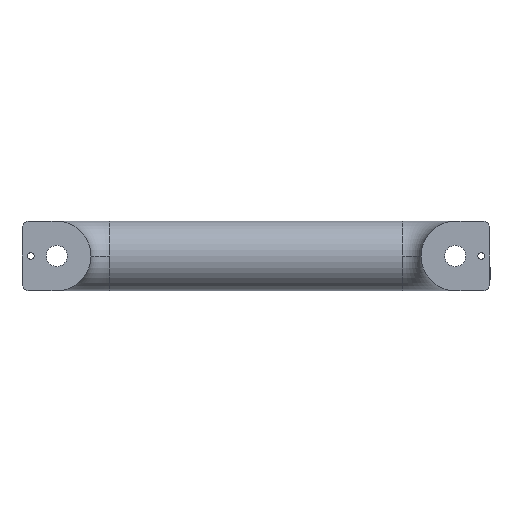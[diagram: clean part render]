
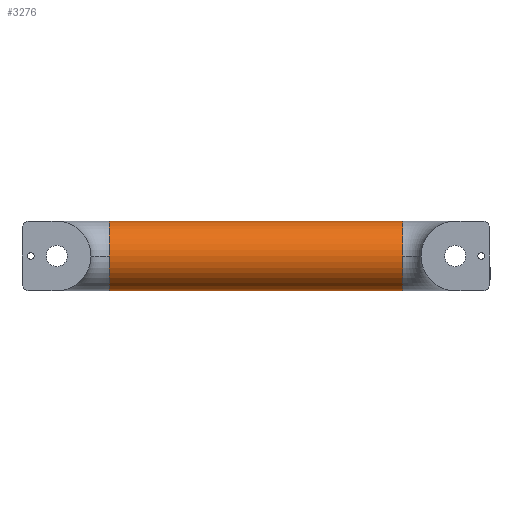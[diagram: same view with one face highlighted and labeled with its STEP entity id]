
A CAD part, front view. The second image highlights one B-rep face of the part: STEP entity #3276.
In plain terms, the highlighted cylindrical face has radius 14 mm (diameter 28 mm), a partial arc.
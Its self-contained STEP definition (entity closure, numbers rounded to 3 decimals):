
#117 = CIRCLE ( 'NONE', #1415, 14. ) ;
#125 = CARTESIAN_POINT ( 'NONE',  ( 35., 46.3, 0. ) ) ;
#416 = ORIENTED_EDGE ( 'NONE', *, *, #1437, .T. ) ;
#528 = ORIENTED_EDGE ( 'NONE', *, *, #1661, .T. ) ;
#904 = DIRECTION ( 'NONE',  ( 1., 0., 0. ) ) ;
#919 = CARTESIAN_POINT ( 'NONE',  ( 153., 46.3, 0. ) ) ;
#1074 = EDGE_CURVE ( 'NONE', #4175, #3915, #1389, .T. ) ;
#1087 = DIRECTION ( 'NONE',  ( 0., 0., -1. ) ) ;
#1119 = EDGE_CURVE ( 'NONE', #3929, #2204, #117, .T. ) ;
#1160 = VECTOR ( 'NONE', #2316, 1000. ) ;
#1389 = LINE ( 'NONE', #2314, #5381 ) ;
#1415 = AXIS2_PLACEMENT_3D ( 'NONE', #125, #4913, #1087 ) ;
#1437 = EDGE_CURVE ( 'NONE', #3476, #5958, #4575, .T. ) ;
#1456 = DIRECTION ( 'NONE',  ( 0., 0., -1. ) ) ;
#1661 = EDGE_CURVE ( 'NONE', #3915, #3476, #2490, .T. ) ;
#1706 = DIRECTION ( 'NONE',  ( -1., 0., 0. ) ) ;
#1776 = CARTESIAN_POINT ( 'NONE',  ( 35., 46.3, 14. ) ) ;
#1839 = CARTESIAN_POINT ( 'NONE',  ( 35., 46.3, 14. ) ) ;
#1855 = EDGE_CURVE ( 'NONE', #5958, #3929, #3753, .T. ) ;
#2137 = CARTESIAN_POINT ( 'NONE',  ( 153., 32.3, 0. ) ) ;
#2204 = VERTEX_POINT ( 'NONE', #3872 ) ;
#2314 = CARTESIAN_POINT ( 'NONE',  ( 35., 46.3, -14. ) ) ;
#2316 = DIRECTION ( 'NONE',  ( -1., 0., 0. ) ) ;
#2490 = CIRCLE ( 'NONE', #3968, 14. ) ;
#2845 = DIRECTION ( 'NONE',  ( 1., 0., 0. ) ) ;
#2939 = DIRECTION ( 'NONE',  ( 0., 0., -1. ) ) ;
#3091 = AXIS2_PLACEMENT_3D ( 'NONE', #919, #5623, #5640 ) ;
#3161 = CARTESIAN_POINT ( 'NONE',  ( 153., 46.3, -14. ) ) ;
#3215 = CARTESIAN_POINT ( 'NONE',  ( 35., 46.3, 0. ) ) ;
#3276 = ADVANCED_FACE ( 'NONE', ( #3743 ), #4848, .T. ) ;
#3476 = VERTEX_POINT ( 'NONE', #2137 ) ;
#3743 = FACE_OUTER_BOUND ( 'NONE', #4508, .T. ) ;
#3751 = ORIENTED_EDGE ( 'NONE', *, *, #1119, .T. ) ;
#3753 = LINE ( 'NONE', #1839, #1160 ) ;
#3872 = CARTESIAN_POINT ( 'NONE',  ( 35., 32.3, 0. ) ) ;
#3915 = VERTEX_POINT ( 'NONE', #3161 ) ;
#3929 = VERTEX_POINT ( 'NONE', #1776 ) ;
#3935 = ORIENTED_EDGE ( 'NONE', *, *, #4298, .T. ) ;
#3968 = AXIS2_PLACEMENT_3D ( 'NONE', #4549, #1706, #5506 ) ;
#4175 = VERTEX_POINT ( 'NONE', #5065 ) ;
#4298 = EDGE_CURVE ( 'NONE', #2204, #4175, #5659, .T. ) ;
#4508 = EDGE_LOOP ( 'NONE', ( #3751, #3935, #5166, #528, #416, #5363 ) ) ;
#4549 = CARTESIAN_POINT ( 'NONE',  ( 153., 46.3, 0. ) ) ;
#4575 = CIRCLE ( 'NONE', #3091, 14. ) ;
#4848 = CYLINDRICAL_SURFACE ( 'NONE', #4923, 14. ) ;
#4913 = DIRECTION ( 'NONE',  ( 1., 0., 0. ) ) ;
#4923 = AXIS2_PLACEMENT_3D ( 'NONE', #3215, #5962, #2939 ) ;
#5065 = CARTESIAN_POINT ( 'NONE',  ( 35., 46.3, -14. ) ) ;
#5164 = AXIS2_PLACEMENT_3D ( 'NONE', #5700, #2845, #1456 ) ;
#5166 = ORIENTED_EDGE ( 'NONE', *, *, #1074, .T. ) ;
#5363 = ORIENTED_EDGE ( 'NONE', *, *, #1855, .T. ) ;
#5381 = VECTOR ( 'NONE', #904, 1000. ) ;
#5506 = DIRECTION ( 'NONE',  ( 0., 0., -1. ) ) ;
#5623 = DIRECTION ( 'NONE',  ( -1., 0., 0. ) ) ;
#5640 = DIRECTION ( 'NONE',  ( 0., 0., -1. ) ) ;
#5659 = CIRCLE ( 'NONE', #5164, 14. ) ;
#5700 = CARTESIAN_POINT ( 'NONE',  ( 35., 46.3, 0. ) ) ;
#5958 = VERTEX_POINT ( 'NONE', #6145 ) ;
#5962 = DIRECTION ( 'NONE',  ( 1., 0., 0. ) ) ;
#6145 = CARTESIAN_POINT ( 'NONE',  ( 153., 46.3, 14. ) ) ;
